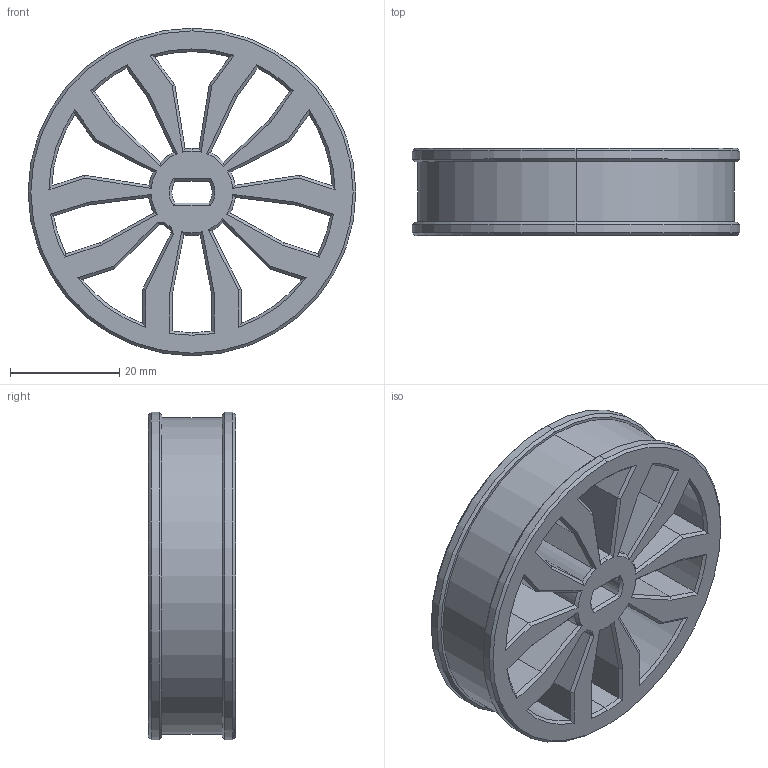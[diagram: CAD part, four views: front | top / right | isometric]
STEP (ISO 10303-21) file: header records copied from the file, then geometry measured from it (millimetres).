
FILE_DESCRIPTION (( 'STEP AP214' ), '1' );
FILE_NAME ('rear wheel (print 2).STEP', '2024-08-30T07:32:38', ( '' ), ( '' ), 'SwSTEP 2.0', 'SolidWorks 2023', '' );
FILE_SCHEMA (( 'AUTOMOTIVE_DESIGN' ));
Length unit declared in the file: millimetre
Products named in the file (1): rear wheel (print 2)
Bounding box: 60 x 16 x 60 mm (x, y, z)
Volume: 25195.9 mm3; surface area: 14463 mm2
Topology: 1 solids, 1 shells, 222 faces, 512 edges, 294 vertices
Faces by surface type: plane 136, cone 56, cylinder 30
Entity records: 6229 total; most frequent: CARTESIAN_POINT 1281, ORIENTED_EDGE 1024, DIRECTION 992, EDGE_CURVE 512, AXIS2_PLACEMENT_3D 341, LINE 310, VECTOR 310, VERTEX_POINT 294
